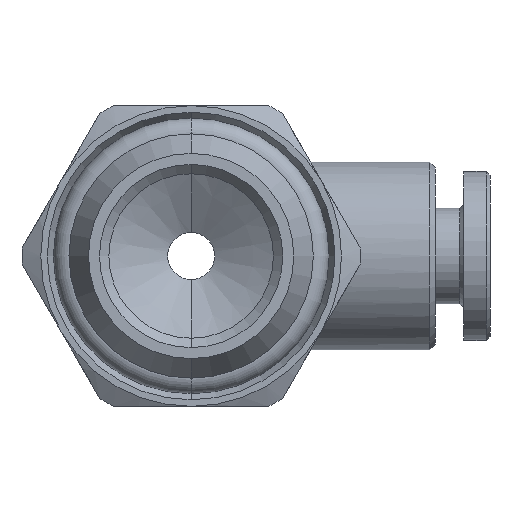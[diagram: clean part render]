
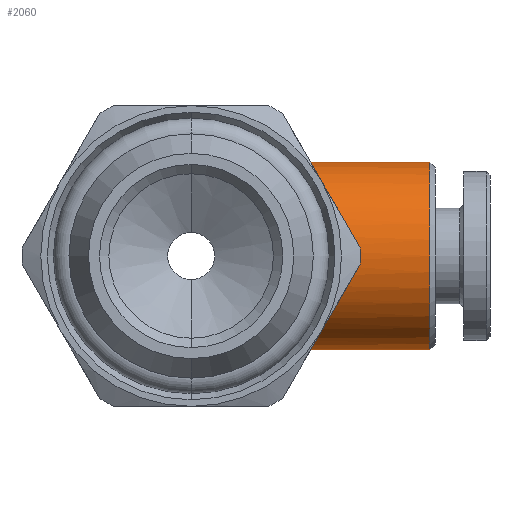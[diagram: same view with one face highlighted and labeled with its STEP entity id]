
A CAD part, front view. The second image highlights one B-rep face of the part: STEP entity #2060.
In plain terms, the highlighted cylindrical face has radius 5 mm (diameter 10 mm), a partial arc.
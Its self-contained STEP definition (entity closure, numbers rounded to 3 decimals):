
#137 = CARTESIAN_POINT ( 'NONE',  ( 5.565, -4.876, -1.107 ) ) ;
#138 = CARTESIAN_POINT ( 'NONE',  ( 5.297, -4.888, -1.054 ) ) ;
#139 = CARTESIAN_POINT ( 'NONE',  ( 5.027, -4.899, -1. ) ) ;
#140 = CARTESIAN_POINT ( 'NONE',  ( 4.757, -4.91, -0.946 ) ) ;
#141 = CARTESIAN_POINT ( 'NONE',  ( 5.565, -4.876, 1.107 ) ) ;
#142 = CARTESIAN_POINT ( 'NONE',  ( 5.297, -4.888, 1.054 ) ) ;
#143 = CARTESIAN_POINT ( 'NONE',  ( 5.027, -4.899, 1. ) ) ;
#144 = CARTESIAN_POINT ( 'NONE',  ( 4.757, -4.91, 0.946 ) ) ;
#145 = CARTESIAN_POINT ( 'NONE',  ( 4., 0., 0. ) ) ;
#146 = DIRECTION ( 'NONE',  ( -1., 0., 0. ) ) ;
#147 = DIRECTION ( 'NONE',  ( 0., 0., 1. ) ) ;
#148 = CARTESIAN_POINT ( 'NONE',  ( 12.7, 0., 0. ) ) ;
#149 = DIRECTION ( 'NONE',  ( -1., 0., 0. ) ) ;
#150 = DIRECTION ( 'NONE',  ( 0., 0., 1. ) ) ;
#166 = CARTESIAN_POINT ( 'NONE',  ( 5.565, -4.876, 1.107 ) ) ;
#167 = CARTESIAN_POINT ( 'NONE',  ( 5.553, -4.958, 0.745 ) ) ;
#168 = CARTESIAN_POINT ( 'NONE',  ( 5.55, -5., 0.377 ) ) ;
#169 = CARTESIAN_POINT ( 'NONE',  ( 5.55, -5., -0.184 ) ) ;
#170 = CARTESIAN_POINT ( 'NONE',  ( 5.551, -4.99, -0.372 ) ) ;
#171 = CARTESIAN_POINT ( 'NONE',  ( 5.556, -4.948, -0.742 ) ) ;
#172 = CARTESIAN_POINT ( 'NONE',  ( 5.559, -4.917, -0.925 ) ) ;
#173 = CARTESIAN_POINT ( 'NONE',  ( 5.565, -4.876, -1.107 ) ) ;
#229 = CARTESIAN_POINT ( 'NONE',  ( 4.757, -4.91, -0.946 ) ) ;
#230 = CARTESIAN_POINT ( 'NONE',  ( 4.723, -4.877, -1.115 ) ) ;
#231 = CARTESIAN_POINT ( 'NONE',  ( 4.681, -4.836, -1.282 ) ) ;
#232 = CARTESIAN_POINT ( 'NONE',  ( 4.58, -4.739, -1.604 ) ) ;
#233 = CARTESIAN_POINT ( 'NONE',  ( 4.523, -4.683, -1.759 ) ) ;
#234 = CARTESIAN_POINT ( 'NONE',  ( 4.33, -4.497, -2.209 ) ) ;
#235 = CARTESIAN_POINT ( 'NONE',  ( 4.173, -4.346, -2.49 ) ) ;
#236 = CARTESIAN_POINT ( 'NONE',  ( 4., -4.181, -2.743 ) ) ;
#315 = CARTESIAN_POINT ( 'NONE',  ( 4., -4.181, 2.743 ) ) ;
#316 = CARTESIAN_POINT ( 'NONE',  ( 4.087, -4.264, 2.616 ) ) ;
#317 = CARTESIAN_POINT ( 'NONE',  ( 4.17, -4.344, 2.482 ) ) ;
#318 = CARTESIAN_POINT ( 'NONE',  ( 4.324, -4.491, 2.203 ) ) ;
#319 = CARTESIAN_POINT ( 'NONE',  ( 4.394, -4.559, 2.059 ) ) ;
#320 = CARTESIAN_POINT ( 'NONE',  ( 4.523, -4.683, 1.759 ) ) ;
#321 = CARTESIAN_POINT ( 'NONE',  ( 4.58, -4.739, 1.604 ) ) ;
#322 = CARTESIAN_POINT ( 'NONE',  ( 4.681, -4.836, 1.281 ) ) ;
#323 = CARTESIAN_POINT ( 'NONE',  ( 4.723, -4.877, 1.114 ) ) ;
#324 = CARTESIAN_POINT ( 'NONE',  ( 4.757, -4.91, 0.946 ) ) ;
#492 = CIRCLE ( 'NONE', #495, 5. ) ;
#495 = AXIS2_PLACEMENT_3D ( 'NONE', #3067, #3068, #3069 ) ;
#575 = AXIS2_PLACEMENT_3D ( 'NONE', #2937, #2938, #2939 ) ;
#1039 = CIRCLE ( 'NONE', #1322, 5. ) ;
#1058 = CIRCLE ( 'NONE', #1316, 5. ) ;
#1139 = VECTOR ( 'NONE', #2953, 1000. ) ;
#1157 = VERTEX_POINT ( 'NONE', #4216 ) ;
#1158 = VERTEX_POINT ( 'NONE', #4200 ) ;
#1215 = B_SPLINE_CURVE_WITH_KNOTS ( 'NONE', 3,
 ( #229, #230, #231, #232, #233, #234, #235, #236 ),
 .UNSPECIFIED., .F., .F.,
 ( 4, 2, 2, 4 ),
 ( 0.027, 0.028, 0.028, 0.029 ),
 .UNSPECIFIED. ) ;
#1284 = B_SPLINE_CURVE_WITH_KNOTS ( 'NONE', 3,
 ( #315, #316, #317, #318, #319, #320, #321, #322, #323, #324 ),
 .UNSPECIFIED., .F., .F.,
 ( 4, 2, 2, 2, 4 ),
 ( 0.023, 0.023, 0.024, 0.025, 0.025 ),
 .UNSPECIFIED. ) ;
#1316 = AXIS2_PLACEMENT_3D ( 'NONE', #148, #149, #150 ) ;
#1322 = AXIS2_PLACEMENT_3D ( 'NONE', #145, #146, #147 ) ;
#1333 = B_SPLINE_CURVE_WITH_KNOTS ( 'NONE', 3,
 ( #166, #167, #168, #169, #170, #171, #172, #173 ),
 .UNSPECIFIED., .F., .F.,
 ( 4, 2, 2, 4 ),
 ( 0., 0.002, 0.002, 0.003 ),
 .UNSPECIFIED. ) ;
#1479 = ORIENTED_EDGE ( 'NONE', *, *, #2248, .F. ) ;
#1485 = ORIENTED_EDGE ( 'NONE', *, *, #2246, .T. ) ;
#1527 = ORIENTED_EDGE ( 'NONE', *, *, #2103, .F. ) ;
#1550 = ORIENTED_EDGE ( 'NONE', *, *, #2249, .T. ) ;
#1586 = ORIENTED_EDGE ( 'NONE', *, *, #2247, .F. ) ;
#1612 = ORIENTED_EDGE ( 'NONE', *, *, #2066, .T. ) ;
#1655 = VERTEX_POINT ( 'NONE', #4186 ) ;
#1742 = ORIENTED_EDGE ( 'NONE', *, *, #2106, .F. ) ;
#1757 = VERTEX_POINT ( 'NONE', #4171 ) ;
#1816 = ORIENTED_EDGE ( 'NONE', *, *, #2301, .T. ) ;
#1824 = ORIENTED_EDGE ( 'NONE', *, *, #2255, .T. ) ;
#1837 = ORIENTED_EDGE ( 'NONE', *, *, #2275, .T. ) ;
#2060 = ADVANCED_FACE ( 'NONE', ( #4089 ), #4099, .T. ) ;
#2066 = EDGE_CURVE ( 'NONE', #3506, #3390, #4067, .T. ) ;
#2103 = EDGE_CURVE ( 'NONE', #3535, #1158, #4150, .T. ) ;
#2106 = EDGE_CURVE ( 'NONE', #1158, #1157, #492, .T. ) ;
#2246 = EDGE_CURVE ( 'NONE', #3436, #1655, #3656, .T. ) ;
#2247 = EDGE_CURVE ( 'NONE', #1757, #3981, #3661, .T. ) ;
#2248 = EDGE_CURVE ( 'NONE', #4035, #3390, #1039, .T. ) ;
#2249 = EDGE_CURVE ( 'NONE', #3535, #3506, #1058, .T. ) ;
#2255 = EDGE_CURVE ( 'NONE', #1757, #3436, #1333, .T. ) ;
#2275 = EDGE_CURVE ( 'NONE', #1655, #1157, #1215, .T. ) ;
#2301 = EDGE_CURVE ( 'NONE', #4035, #3981, #1284, .T. ) ;
#2937 = CARTESIAN_POINT ( 'NONE',  ( -3.45, 0., 0. ) ) ;
#2938 = DIRECTION ( 'NONE',  ( -1., 0., 0. ) ) ;
#2939 = DIRECTION ( 'NONE',  ( 0., 0., 1. ) ) ;
#2952 = CARTESIAN_POINT ( 'NONE',  ( -3.45, 0., 5. ) ) ;
#2953 = DIRECTION ( 'NONE',  ( -1., 0., 0. ) ) ;
#3055 = CARTESIAN_POINT ( 'NONE',  ( -3.45, 0., -5. ) ) ;
#3056 = DIRECTION ( 'NONE',  ( -1., 0., 0. ) ) ;
#3067 = CARTESIAN_POINT ( 'NONE',  ( 4., 0., 0. ) ) ;
#3068 = DIRECTION ( 'NONE',  ( -1., 0., 0. ) ) ;
#3069 = DIRECTION ( 'NONE',  ( 0., 0., 1. ) ) ;
#3390 = VERTEX_POINT ( 'NONE', #3795 ) ;
#3428 = EDGE_LOOP ( 'NONE', ( #1527, #1550, #1612, #1479, #1816, #1586, #1824, #1485, #1837, #1742 ) ) ;
#3436 = VERTEX_POINT ( 'NONE', #3813 ) ;
#3506 = VERTEX_POINT ( 'NONE', #3844 ) ;
#3535 = VERTEX_POINT ( 'NONE', #3857 ) ;
#3656 =( BOUNDED_CURVE ( )  B_SPLINE_CURVE ( 3, ( #137, #138, #139, #140 ),
 .UNSPECIFIED., .F., .T. ) 
 B_SPLINE_CURVE_WITH_KNOTS ( ( 4, 4 ),
 ( 4.489, 4.522 ),
 .UNSPECIFIED. ) 
 CURVE ( )  GEOMETRIC_REPRESENTATION_ITEM ( )  RATIONAL_B_SPLINE_CURVE ( ( 1., 1., 1., 1. ) ) 
 REPRESENTATION_ITEM ( '' )  );
#3661 =( BOUNDED_CURVE ( )  B_SPLINE_CURVE ( 3, ( #141, #142, #143, #144 ),
 .UNSPECIFIED., .F., .T. ) 
 B_SPLINE_CURVE_WITH_KNOTS ( ( 4, 4 ),
 ( 4.489, 4.522 ),
 .UNSPECIFIED. ) 
 CURVE ( )  GEOMETRIC_REPRESENTATION_ITEM ( )  RATIONAL_B_SPLINE_CURVE ( ( 1., 1., 1., 1. ) ) 
 REPRESENTATION_ITEM ( '' )  );
#3795 = CARTESIAN_POINT ( 'NONE',  ( 4., 0., 5. ) ) ;
#3813 = CARTESIAN_POINT ( 'NONE',  ( 5.565, -4.876, -1.107 ) ) ;
#3844 = CARTESIAN_POINT ( 'NONE',  ( 12.7, 0., 5. ) ) ;
#3857 = CARTESIAN_POINT ( 'NONE',  ( 12.7, 0., -5. ) ) ;
#3914 = CARTESIAN_POINT ( 'NONE',  ( 4.757, -4.91, 0.946 ) ) ;
#3942 = CARTESIAN_POINT ( 'NONE',  ( 4., -4.181, 2.743 ) ) ;
#3981 = VERTEX_POINT ( 'NONE', #3914 ) ;
#4035 = VERTEX_POINT ( 'NONE', #3942 ) ;
#4054 = VECTOR ( 'NONE', #3056, 1000. ) ;
#4067 = LINE ( 'NONE', #2952, #1139 ) ;
#4089 = FACE_OUTER_BOUND ( 'NONE', #3428, .T. ) ;
#4099 = CYLINDRICAL_SURFACE ( 'NONE', #575, 5. ) ;
#4150 = LINE ( 'NONE', #3055, #4054 ) ;
#4171 = CARTESIAN_POINT ( 'NONE',  ( 5.565, -4.876, 1.107 ) ) ;
#4186 = CARTESIAN_POINT ( 'NONE',  ( 4.757, -4.91, -0.946 ) ) ;
#4200 = CARTESIAN_POINT ( 'NONE',  ( 4., 0., -5. ) ) ;
#4216 = CARTESIAN_POINT ( 'NONE',  ( 4., -4.181, -2.743 ) ) ;
